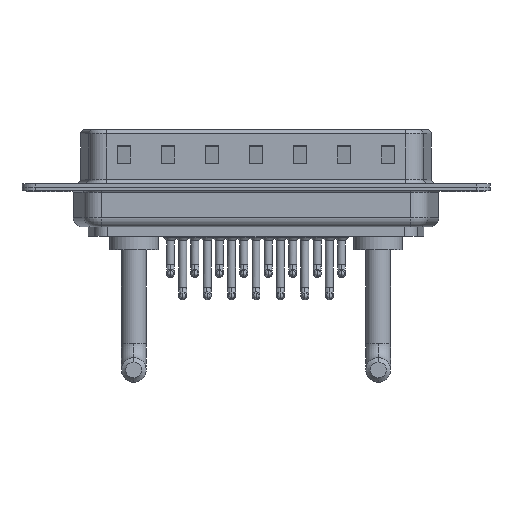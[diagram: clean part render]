
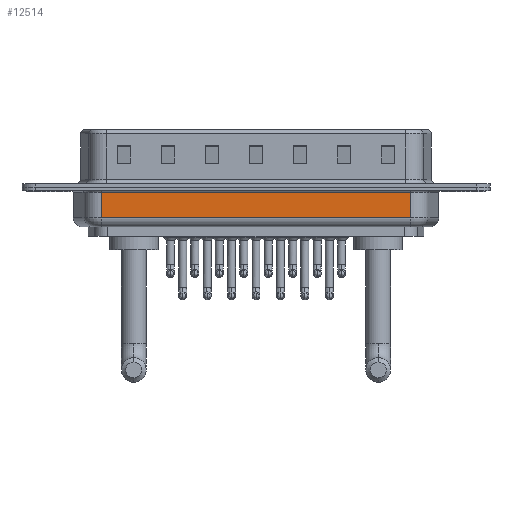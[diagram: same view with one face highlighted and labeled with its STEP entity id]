
A CAD part, front view. The second image highlights one B-rep face of the part: STEP entity #12514.
In plain terms, the highlighted planar face has unit normal (0, -1, 0).
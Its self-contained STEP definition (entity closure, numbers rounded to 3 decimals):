
#532 = LINE ( 'NONE', #12948, #15224 ) ;
#712 = EDGE_LOOP ( 'NONE', ( #3967, #5392, #21456, #15268 ) ) ;
#1961 = LINE ( 'NONE', #3475, #5506 ) ;
#2337 = CARTESIAN_POINT ( 'NONE',  ( 6.006, -5.35, -0.65 ) ) ;
#3475 = CARTESIAN_POINT ( 'NONE',  ( 6.006, -5.35, -0.65 ) ) ;
#3967 = ORIENTED_EDGE ( 'NONE', *, *, #19263, .F. ) ;
#4311 = LINE ( 'NONE', #18475, #12710 ) ;
#5392 = ORIENTED_EDGE ( 'NONE', *, *, #14820, .T. ) ;
#5506 = VECTOR ( 'NONE', #7290, 1000. ) ;
#5597 = CARTESIAN_POINT ( 'NONE',  ( 41.044, -5.35, -0.65 ) ) ;
#5783 = CARTESIAN_POINT ( 'NONE',  ( 6.006, -5.35, -4.5 ) ) ;
#7290 = DIRECTION ( 'NONE',  ( -1., 0., 0. ) ) ;
#7715 = DIRECTION ( 'NONE',  ( 1., 0., 0. ) ) ;
#7745 = DIRECTION ( 'NONE',  ( 0., 0., 1. ) ) ;
#7819 = LINE ( 'NONE', #20359, #17194 ) ;
#8884 = VERTEX_POINT ( 'NONE', #19085 ) ;
#9371 = DIRECTION ( 'NONE',  ( 0., 1., 0. ) ) ;
#12389 = EDGE_CURVE ( 'NONE', #15282, #13316, #1961, .T. ) ;
#12514 = ADVANCED_FACE ( 'NONE', ( #22011 ), #16679, .F. ) ;
#12710 = VECTOR ( 'NONE', #20324, 1000. ) ;
#12948 = CARTESIAN_POINT ( 'NONE',  ( 6.006, -5.35, -3.5 ) ) ;
#13284 = DIRECTION ( 'NONE',  ( 0., 0., 1. ) ) ;
#13316 = VERTEX_POINT ( 'NONE', #2337 ) ;
#13950 = VERTEX_POINT ( 'NONE', #16382 ) ;
#14820 = EDGE_CURVE ( 'NONE', #8884, #13950, #532, .T. ) ;
#15224 = VECTOR ( 'NONE', #7715, 1000. ) ;
#15268 = ORIENTED_EDGE ( 'NONE', *, *, #12389, .T. ) ;
#15282 = VERTEX_POINT ( 'NONE', #5597 ) ;
#16382 = CARTESIAN_POINT ( 'NONE',  ( 41.044, -5.35, -3.5 ) ) ;
#16679 = PLANE ( 'NONE',  #17372 ) ;
#17194 = VECTOR ( 'NONE', #13284, 1000. ) ;
#17372 = AXIS2_PLACEMENT_3D ( 'NONE', #5783, #9371, #7745 ) ;
#17800 = EDGE_CURVE ( 'NONE', #13950, #15282, #4311, .T. ) ;
#18475 = CARTESIAN_POINT ( 'NONE',  ( 41.044, -5.35, -4.5 ) ) ;
#19085 = CARTESIAN_POINT ( 'NONE',  ( 6.006, -5.35, -3.5 ) ) ;
#19263 = EDGE_CURVE ( 'NONE', #8884, #13316, #7819, .T. ) ;
#20324 = DIRECTION ( 'NONE',  ( 0., 0., 1. ) ) ;
#20359 = CARTESIAN_POINT ( 'NONE',  ( 6.006, -5.35, -4.5 ) ) ;
#21456 = ORIENTED_EDGE ( 'NONE', *, *, #17800, .T. ) ;
#22011 = FACE_OUTER_BOUND ( 'NONE', #712, .T. ) ;
